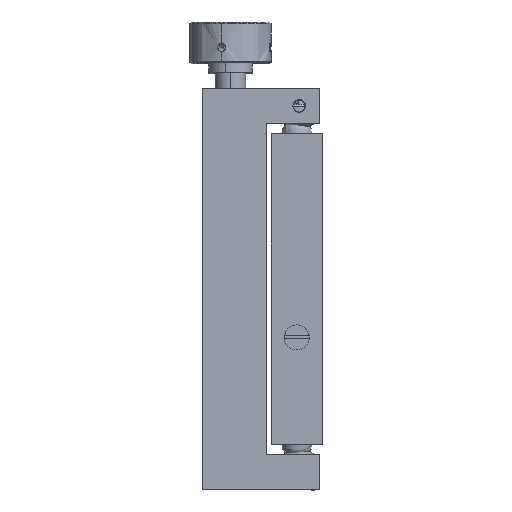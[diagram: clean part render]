
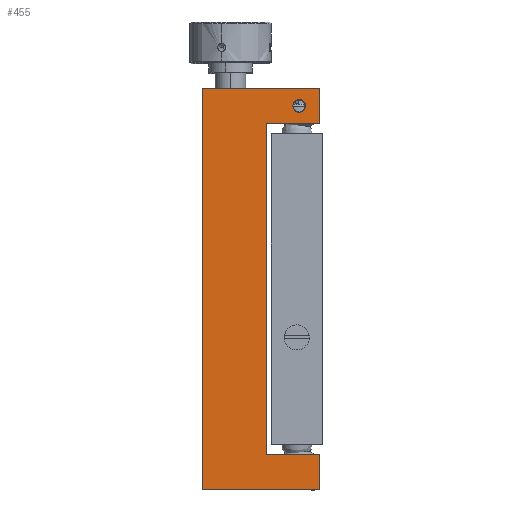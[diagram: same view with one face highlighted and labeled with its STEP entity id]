
A CAD part, left-side view. The second image highlights one B-rep face of the part: STEP entity #455.
In plain terms, the highlighted planar face has unit normal (-1, 0, 0).
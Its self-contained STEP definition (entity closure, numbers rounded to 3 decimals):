
#235=FACE_BOUND('',#2042,.T.);
#455=ADVANCED_FACE('',(#1235,#235),#12539,.T.);
#1235=FACE_OUTER_BOUND('',#2041,.T.);
#2041=EDGE_LOOP('',(#3594,#3595,#3596,#3597,#3598,#3599,#3600,#3601));
#2042=EDGE_LOOP('',(#3602,#3603,#3604));
#3594=ORIENTED_EDGE('',*,*,#7278,.F.);
#3595=ORIENTED_EDGE('',*,*,#7325,.F.);
#3596=ORIENTED_EDGE('',*,*,#7331,.F.);
#3597=ORIENTED_EDGE('',*,*,#7353,.F.);
#3598=ORIENTED_EDGE('',*,*,#7261,.F.);
#3599=ORIENTED_EDGE('',*,*,#7357,.T.);
#3600=ORIENTED_EDGE('',*,*,#7322,.F.);
#3601=ORIENTED_EDGE('',*,*,#7316,.F.);
#3602=ORIENTED_EDGE('',*,*,#7289,.F.);
#3603=ORIENTED_EDGE('',*,*,#7300,.F.);
#3604=ORIENTED_EDGE('',*,*,#7290,.F.);
#7261=EDGE_CURVE('',#11343,#11344,#9129,.T.);
#7278=EDGE_CURVE('',#11353,#11354,#9137,.T.);
#7289=EDGE_CURVE('',#11360,#11361,#10393,.T.);
#7290=EDGE_CURVE('',#11361,#11362,#10394,.T.);
#7300=EDGE_CURVE('',#11362,#11360,#10399,.T.);
#7316=EDGE_CURVE('',#11354,#11379,#9149,.T.);
#7322=EDGE_CURVE('',#11379,#11381,#9154,.T.);
#7325=EDGE_CURVE('',#11384,#11353,#9157,.T.);
#7331=EDGE_CURVE('',#11386,#11384,#9159,.T.);
#7353=EDGE_CURVE('',#11344,#11386,#9171,.T.);
#7357=EDGE_CURVE('',#11343,#11381,#9172,.T.);
#9129=B_SPLINE_CURVE_WITH_KNOTS('',1,(#16641,#16642),.UNSPECIFIED.,.F.,
 .F.,(2,2),(0.,79.),.UNSPECIFIED.);
#9137=B_SPLINE_CURVE_WITH_KNOTS('',1,(#16694,#16695),.UNSPECIFIED.,.F.,
 .F.,(2,2),(-65.,0.),.UNSPECIFIED.);
#9149=B_SPLINE_CURVE_WITH_KNOTS('',1,(#16829,#16830),.UNSPECIFIED.,.F.,
 .F.,(2,2),(0.,10.5),.UNSPECIFIED.);
#9154=B_SPLINE_CURVE_WITH_KNOTS('',1,(#16844,#16845),.UNSPECIFIED.,.F.,
 .F.,(2,2),(0.,7.),.UNSPECIFIED.);
#9157=B_SPLINE_CURVE_WITH_KNOTS('',1,(#16850,#16851),.UNSPECIFIED.,.F.,
 .F.,(2,2),(-10.5,0.),.UNSPECIFIED.);
#9159=B_SPLINE_CURVE_WITH_KNOTS('',1,(#16866,#16867),.UNSPECIFIED.,.F.,
 .F.,(2,2),(0.,7.),.UNSPECIFIED.);
#9171=B_SPLINE_CURVE_WITH_KNOTS('',1,(#16958,#16959),.UNSPECIFIED.,.F.,
 .F.,(2,2),(-23.,0.),.UNSPECIFIED.);
#9172=B_SPLINE_CURVE_WITH_KNOTS('',1,(#16969,#16970),.UNSPECIFIED.,.F.,
 .F.,(2,2),(-23.,0.),.UNSPECIFIED.);
#10393=(
BOUNDED_CURVE()
B_SPLINE_CURVE(2,(#16734,#16735,#16736),.UNSPECIFIED.,.F.,.F.)
B_SPLINE_CURVE_WITH_KNOTS((3,3),(-1.931,0.),.UNSPECIFIED.)
CURVE()
GEOMETRIC_REPRESENTATION_ITEM()
RATIONAL_B_SPLINE_CURVE((1.,0.707,1.))
REPRESENTATION_ITEM('')
);
#10394=(
BOUNDED_CURVE()
B_SPLINE_CURVE(2,(#16737,#16738,#16739,#16740,#16741),.UNSPECIFIED.,.F.,
 .F.)
B_SPLINE_CURVE_WITH_KNOTS((3,2,3),(-3.863,-1.931,
0.),.UNSPECIFIED.)
CURVE()
GEOMETRIC_REPRESENTATION_ITEM()
RATIONAL_B_SPLINE_CURVE((1.,0.707,1.,0.707,1.))
REPRESENTATION_ITEM('')
);
#10399=(
BOUNDED_CURVE()
B_SPLINE_CURVE(2,(#16778,#16779,#16780),.UNSPECIFIED.,.F.,.F.)
B_SPLINE_CURVE_WITH_KNOTS((3,3),(-3.863,-1.931),
 .UNSPECIFIED.)
CURVE()
GEOMETRIC_REPRESENTATION_ITEM()
RATIONAL_B_SPLINE_CURVE((1.,0.707,1.))
REPRESENTATION_ITEM('')
);
#11343=VERTEX_POINT('',#16012);
#11344=VERTEX_POINT('',#16013);
#11353=VERTEX_POINT('',#16022);
#11354=VERTEX_POINT('',#16023);
#11360=VERTEX_POINT('',#16029);
#11361=VERTEX_POINT('',#16030);
#11362=VERTEX_POINT('',#16031);
#11379=VERTEX_POINT('',#16048);
#11381=VERTEX_POINT('',#16050);
#11384=VERTEX_POINT('',#16053);
#11386=VERTEX_POINT('',#16055);
#12539=PLANE('',#13217);
#13217=AXIS2_PLACEMENT_3D('',#15863,#13560,$);
#13560=DIRECTION('',(-1.,0.,0.));
#15863=CARTESIAN_POINT('',(-28.,12.945,87.228));
#16012=CARTESIAN_POINT('',(-28.,10.525,0.208));
#16013=CARTESIAN_POINT('',(-28.,10.525,79.208));
#16022=CARTESIAN_POINT('',(-28.,-1.975,72.208));
#16023=CARTESIAN_POINT('',(-28.,-1.975,7.208));
#16029=CARTESIAN_POINT('',(-28.,-8.475,74.479));
#16030=CARTESIAN_POINT('',(-28.,-9.705,75.708));
#16031=CARTESIAN_POINT('',(-28.,-7.246,75.708));
#16048=CARTESIAN_POINT('',(-28.,-12.475,7.208));
#16050=CARTESIAN_POINT('',(-28.,-12.475,0.208));
#16053=CARTESIAN_POINT('',(-28.,-12.475,72.208));
#16055=CARTESIAN_POINT('',(-28.,-12.475,79.208));
#16641=CARTESIAN_POINT('',(-28.,10.525,0.208));
#16642=CARTESIAN_POINT('',(-28.,10.525,79.208));
#16694=CARTESIAN_POINT('',(-28.,-1.975,72.208));
#16695=CARTESIAN_POINT('',(-28.,-1.975,7.208));
#16734=CARTESIAN_POINT('',(-28.,-8.475,74.479));
#16735=CARTESIAN_POINT('',(-28.,-9.705,74.479));
#16736=CARTESIAN_POINT('',(-28.,-9.705,75.708));
#16737=CARTESIAN_POINT('',(-28.,-9.705,75.708));
#16738=CARTESIAN_POINT('',(-28.,-9.705,76.938));
#16739=CARTESIAN_POINT('',(-28.,-8.475,76.938));
#16740=CARTESIAN_POINT('',(-28.,-7.246,76.938));
#16741=CARTESIAN_POINT('',(-28.,-7.246,75.708));
#16778=CARTESIAN_POINT('',(-28.,-7.246,75.708));
#16779=CARTESIAN_POINT('',(-28.,-7.246,74.479));
#16780=CARTESIAN_POINT('',(-28.,-8.475,74.479));
#16829=CARTESIAN_POINT('',(-28.,-1.975,7.208));
#16830=CARTESIAN_POINT('',(-28.,-12.475,7.208));
#16844=CARTESIAN_POINT('',(-28.,-12.475,7.208));
#16845=CARTESIAN_POINT('',(-28.,-12.475,0.208));
#16850=CARTESIAN_POINT('',(-28.,-12.475,72.208));
#16851=CARTESIAN_POINT('',(-28.,-1.975,72.208));
#16866=CARTESIAN_POINT('',(-28.,-12.475,79.208));
#16867=CARTESIAN_POINT('',(-28.,-12.475,72.208));
#16958=CARTESIAN_POINT('',(-28.,10.525,79.208));
#16959=CARTESIAN_POINT('',(-28.,-12.475,79.208));
#16969=CARTESIAN_POINT('',(-28.,10.525,0.208));
#16970=CARTESIAN_POINT('',(-28.,-12.475,0.208));
